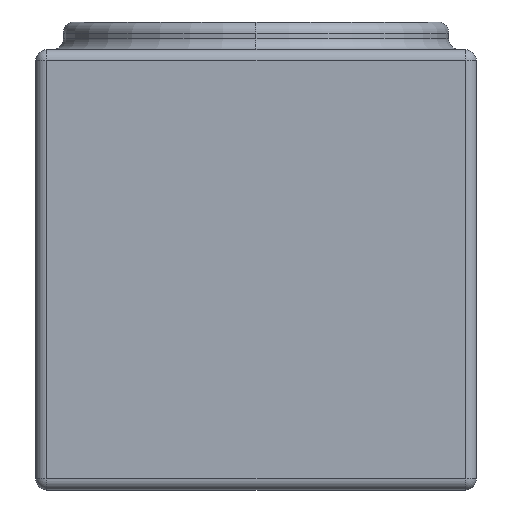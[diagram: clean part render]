
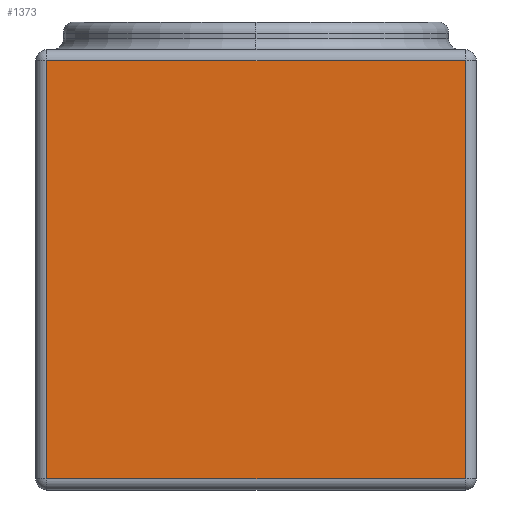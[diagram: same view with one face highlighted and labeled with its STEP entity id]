
A CAD part, front view. The second image highlights one B-rep face of the part: STEP entity #1373.
In plain terms, the highlighted planar face has unit normal (0, -1, 0).
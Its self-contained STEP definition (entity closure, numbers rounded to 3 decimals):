
#17=DIRECTION('',(-1.,0.,0.));
#18=VECTOR('',#17,7.6);
#19=CARTESIAN_POINT('',(3.8,0.,3.8));
#20=LINE('',#19,#18);
#25=DIRECTION('',(0.,0.,1.));
#26=VECTOR('',#25,7.6);
#27=CARTESIAN_POINT('',(3.8,0.,-3.8));
#28=LINE('',#27,#26);
#32=DIRECTION('',(1.,0.,0.));
#33=VECTOR('',#32,7.6);
#34=CARTESIAN_POINT('',(-3.8,0.,-3.8));
#35=LINE('',#34,#33);
#39=DIRECTION('',(0.,0.,-1.));
#40=VECTOR('',#39,7.6);
#41=CARTESIAN_POINT('',(-3.8,0.,3.8));
#42=LINE('',#41,#40);
#1218=CARTESIAN_POINT('',(3.8,0.,3.8));
#1219=CARTESIAN_POINT('',(-3.8,0.,3.8));
#1220=VERTEX_POINT('',#1218);
#1221=VERTEX_POINT('',#1219);
#1226=CARTESIAN_POINT('',(-3.8,0.,-3.8));
#1227=VERTEX_POINT('',#1226);
#1232=CARTESIAN_POINT('',(3.8,0.,-3.8));
#1233=VERTEX_POINT('',#1232);
#1358=CARTESIAN_POINT('',(0.,0.,0.));
#1359=DIRECTION('',(0.,1.,0.));
#1360=DIRECTION('',(1.,0.,0.));
#1361=AXIS2_PLACEMENT_3D('',#1358,#1359,#1360);
#1362=PLANE('',#1361);
#1364=ORIENTED_EDGE('',*,*,#1363,.F.);
#1366=ORIENTED_EDGE('',*,*,#1365,.F.);
#1368=ORIENTED_EDGE('',*,*,#1367,.F.);
#1370=ORIENTED_EDGE('',*,*,#1369,.F.);
#1371=EDGE_LOOP('',(#1364,#1366,#1368,#1370));
#1372=FACE_OUTER_BOUND('',#1371,.F.);
#1373=ADVANCED_FACE('',(#1372),#1362,.F.);
#1363=EDGE_CURVE('',#1220,#1221,#20,.T.);
#1365=EDGE_CURVE('',#1233,#1220,#28,.T.);
#1367=EDGE_CURVE('',#1227,#1233,#35,.T.);
#1369=EDGE_CURVE('',#1221,#1227,#42,.T.);
